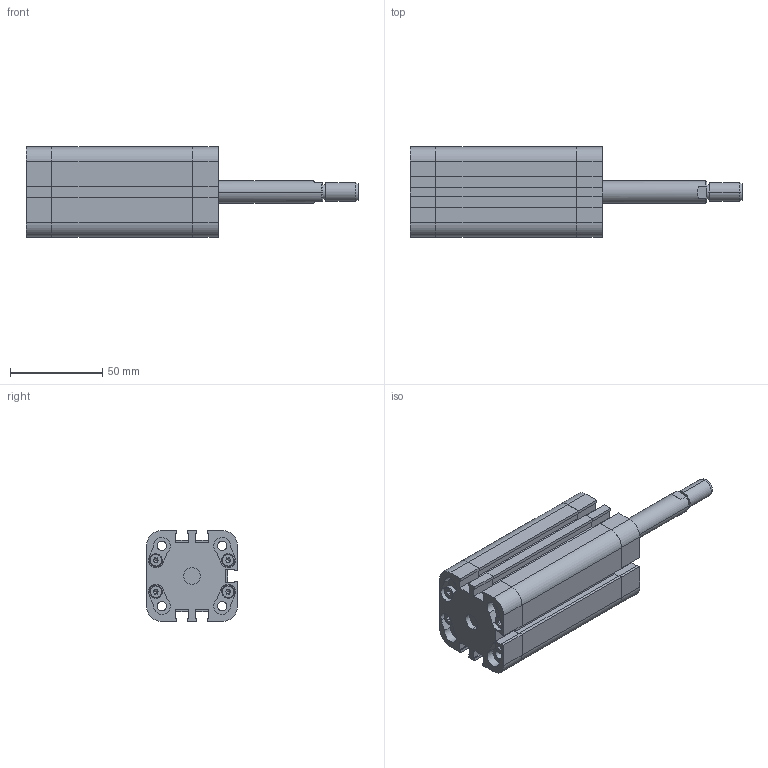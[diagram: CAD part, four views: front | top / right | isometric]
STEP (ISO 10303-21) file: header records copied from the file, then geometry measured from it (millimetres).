
FILE_DESCRIPTION (( 'STEP AP214' ), '1' );
FILE_NAME ('SM_007_032_0050_NP.STEP', '2019-11-18T12:21:14', ( '' ), ( '' ), 'SwSTEP 2.0', 'SolidWorks 2019', '' );
FILE_SCHEMA (( 'AUTOMOTIVE_DESIGN' ));
Length unit declared in the file: millimetre
Products named in the file (22): socket head thin cap screw_din_DIN 7984 - M6 x 35 --- 35N; T³oczysko^SM_PSEM-L_Tˆoczysko - D032; Kopia Pokrywa prz^Pokrywa prz kpl_SM_PSEM-L_Smart - Pok prz｢d - D032; Tuleja^SM_PSEM-L_Tuleja - D032; Pokrywa ty³ kpl^SM_PSEM-L_Pok tyˆ - D032; Kopia Magnes^T³ok kpl_SM_PSEM-L_Magnes D032; Kopia T硂k_T坥k - D032; T硂k kpl^SM_PSEM-L_T坥k kpl - D032; Kopia Tuleja prowadzｹca^Pokrywa prz kpl_SM_PSEM-L_Tuleja prowadz･ca - D032; Kopia SMART - U. typ Oring - pokrywa^Pokrywa tyｳ kpl_SM_PSEM-L_U. typ Oring - D032; Sprêzyna SM_PSEM_L_032_L1 napi©cie wst©pne; Kopia SMART - U. typ Oring - pokrywa^Pokrywa przód kpl_SM_PSEM-L_U. typ Oring - D032; Przek³adka SM_PSEM_D032-40; socket head thin cap screw_din_DIN 7984 - M4 x 18 --- 15.9N; Kopia SMART - U. t³oka luŸna^T³ok kpl_SM_PSEM-L_U. tˆoka lu«na - D032; Kopia SMART - U. t硂czyska^Pokrywa prz骴 kpl_SM_PSEM-L_U. t坥czyska - D032; Pokrywa przód kpl^SM_PSEM-L_Pokrywa prz¢d kpl - D032; SM_007_032_0050_NP; Kopia SMART - U. t³oka S^T³ok kpl_SM_PSEM-L_U. tˆoka S - D032; Kopia Pierœcieñ prowadz¹cy^T³ok kpl_SM_PSEM-L_Pier˜cieä prowadz¥cy D032; Kopia Pokrywa ty³_Smart - Pok tyˆ - D032; Kopia SMART - U. t硂ka wklejana^T硂k kpl_SM_PSEM-L_U. t坥ka wklejana - D032
Assembly tree (28 placements, depth 3):
  SM_007_032_0050_NP
    Pokrywa przód kpl^SM_PSEM-L_Pokrywa prz¢d kpl - D032
      Kopia Pokrywa prz^Pokrywa prz kpl_SM_PSEM-L_Smart - Pok prz｢d - D032
      Kopia SMART - U. typ Oring - pokrywa^Pokrywa przód kpl_SM_PSEM-L_U. typ Oring - D032
      Kopia Tuleja prowadzｹca^Pokrywa prz kpl_SM_PSEM-L_Tuleja prowadz･ca - D032
      Kopia SMART - U. t硂czyska^Pokrywa prz骴 kpl_SM_PSEM-L_U. t坥czyska - D032
    Tuleja^SM_PSEM-L_Tuleja - D032
    Pokrywa ty³ kpl^SM_PSEM-L_Pok tyˆ - D032
      Kopia Pokrywa ty³_Smart - Pok tyˆ - D032
      Kopia SMART - U. typ Oring - pokrywa^Pokrywa tyｳ kpl_SM_PSEM-L_U. typ Oring - D032
    T硂k kpl^SM_PSEM-L_T坥k kpl - D032
      Kopia T硂k_T坥k - D032
      Kopia Magnes^T³ok kpl_SM_PSEM-L_Magnes D032
      Kopia Pierœcieñ prowadz¹cy^T³ok kpl_SM_PSEM-L_Pier˜cieä prowadz¥cy D032
      Kopia SMART - U. t³oka luŸna^T³ok kpl_SM_PSEM-L_U. tˆoka lu«na - D032
      Kopia SMART - U. t硂ka wklejana^T硂k kpl_SM_PSEM-L_U. t坥ka wklejana - D032
      Kopia SMART - U. t³oka S^T³ok kpl_SM_PSEM-L_U. tˆoka S - D032
    T³oczysko^SM_PSEM-L_Tˆoczysko - D032
    socket head thin cap screw_din_DIN 7984 - M6 x 35 --- 35N
    socket head thin cap screw_din_DIN 7984 - M4 x 18 --- 15.9N  x8
    Przek³adka SM_PSEM_D032-40
    Sprêzyna SM_PSEM_L_032_L1 napi©cie wst©pne
Bounding box: 179.5 x 49 x 49 mm (x, y, z)
Volume: 132247.2 mm3; surface area: 94240.8 mm2
Topology: 26 solids, 26 shells, 1040 faces, 2571 edges, 1645 vertices
Faces by surface type: plane 517, cylinder 286, bspline 118, cone 83, torus 36
Entity records: 34779 total; most frequent: CARTESIAN_POINT 13093, ORIENTED_EDGE 4318, DIRECTION 4068, EDGE_CURVE 2159, VERTEX_POINT 1414, AXIS2_PLACEMENT_3D 1392, VECTOR 1284, LINE 1284
